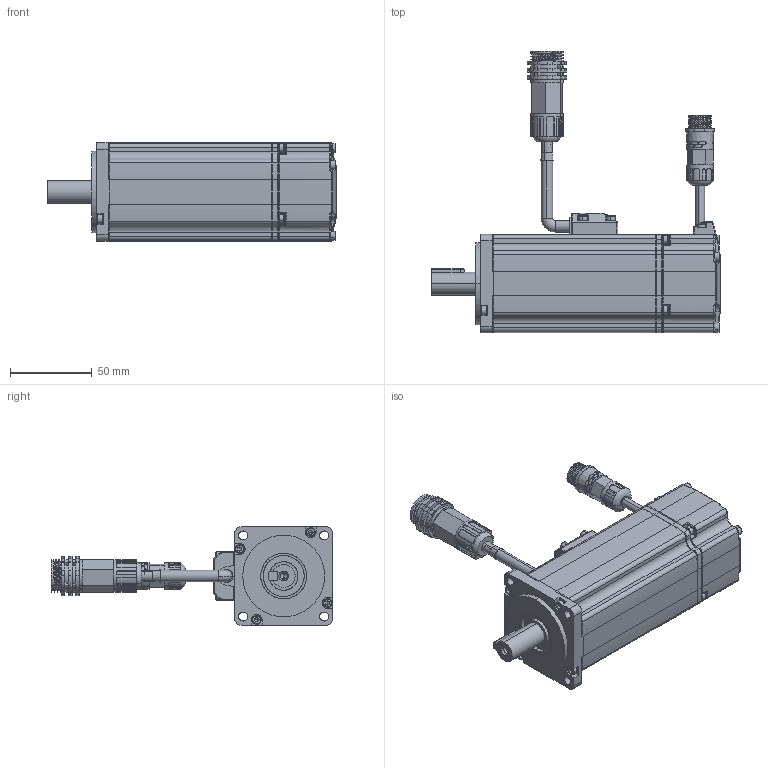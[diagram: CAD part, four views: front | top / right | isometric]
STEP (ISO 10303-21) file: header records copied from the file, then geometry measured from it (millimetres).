
FILE_DESCRIPTION (( 'STEP AP203' ), '1' );
FILE_NAME ('MXL-04A0630FA242.STEP', '2022-08-03T04:34:43', ( '' ), ( '' ), 'SwSTEP 2.0', 'SolidWorks 2018', '' );
FILE_SCHEMA (( 'CONFIG_CONTROL_DESIGN' ));
Length unit declared in the file: millimetre
Products named in the file (1): MXL-04A0630FA242
Bounding box: 176.5 x 171.99 x 60 mm (x, y, z)
Volume: 250385.4 mm3; surface area: 116732.1 mm2
Topology: 55 solids, 60 shells, 2190 faces, 5256 edges, 3212 vertices
Faces by surface type: plane 898, cylinder 739, bspline 189, cone 170, torus 147, sphere 47
Entity records: 85791 total; most frequent: CARTESIAN_POINT 35398, DIRECTION 10742, ORIENTED_EDGE 10358, EDGE_CURVE 5179, AXIS2_PLACEMENT_3D 4162, VERTEX_POINT 3212, LINE 2418, VECTOR 2418
